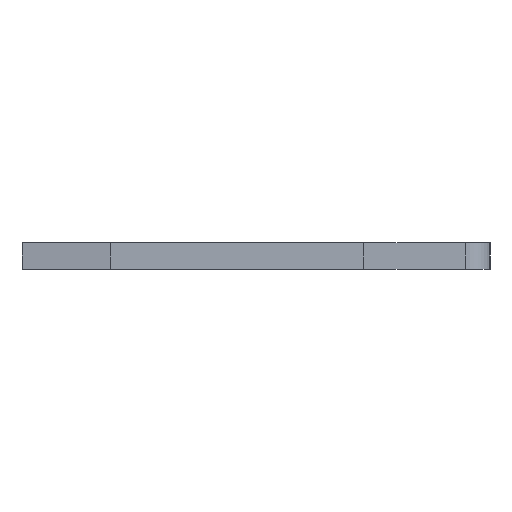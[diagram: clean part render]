
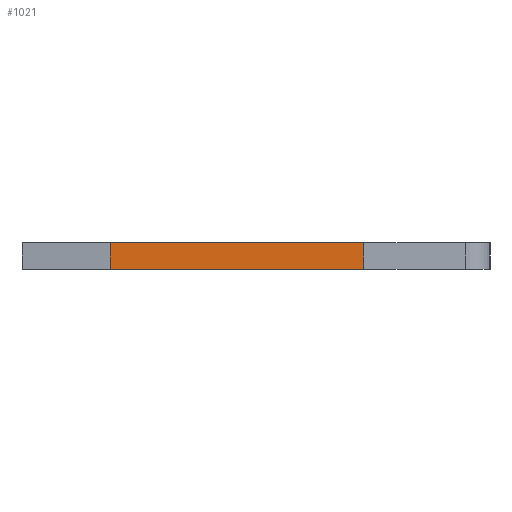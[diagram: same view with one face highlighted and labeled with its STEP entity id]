
A CAD part, left-side view. The second image highlights one B-rep face of the part: STEP entity #1021.
In plain terms, the highlighted face is planar.
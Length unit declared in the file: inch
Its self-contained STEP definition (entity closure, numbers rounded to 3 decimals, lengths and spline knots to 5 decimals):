
#17 = VERTEX_POINT ( 'NONE', #885 ) ;
#21 = EDGE_CURVE ( 'NONE', #840, #1819, #768, .T. ) ;
#221 = VECTOR ( 'NONE', #1657, 39.37008 ) ;
#396 = DIRECTION ( 'NONE',  ( 1., 0., 0. ) ) ;
#435 = CARTESIAN_POINT ( 'NONE',  ( 0.013, 0.146, -0.0575 ) ) ;
#493 = DIRECTION ( 'NONE',  ( -1., 0., 0. ) ) ;
#545 = EDGE_CURVE ( 'NONE', #17, #1819, #1033, .T. ) ;
#641 = VECTOR ( 'NONE', #493, 39.37008 ) ;
#669 = DIRECTION ( 'NONE',  ( 0., 0., 1. ) ) ;
#746 = FACE_OUTER_BOUND ( 'NONE', #1262, .T. ) ;
#768 = LINE ( 'NONE', #1803, #1090 ) ;
#779 = EDGE_CURVE ( 'NONE', #1311, #840, #1209, .T. ) ;
#840 = VERTEX_POINT ( 'NONE', #977 ) ;
#885 = CARTESIAN_POINT ( 'NONE',  ( 0.013, 0.146, -0.0575 ) ) ;
#930 = AXIS2_PLACEMENT_3D ( 'NONE', #1425, #669, #396 ) ;
#937 = ORIENTED_EDGE ( 'NONE', *, *, #545, .F. ) ;
#977 = CARTESIAN_POINT ( 'NONE',  ( -0.013, -0.099, -0.0575 ) ) ;
#1008 = ORIENTED_EDGE ( 'NONE', *, *, #1552, .F. ) ;
#1021 = ADVANCED_FACE ( 'NONE', ( #746 ), #1126, .F. ) ;
#1033 = LINE ( 'NONE', #1261, #641 ) ;
#1090 = VECTOR ( 'NONE', #1178, 39.37008 ) ;
#1126 = PLANE ( 'NONE',  #930 ) ;
#1178 = DIRECTION ( 'NONE',  ( 0., 1., 0. ) ) ;
#1209 = LINE ( 'NONE', #1541, #1700 ) ;
#1227 = CARTESIAN_POINT ( 'NONE',  ( -0.013, 0.146, -0.0575 ) ) ;
#1261 = CARTESIAN_POINT ( 'NONE',  ( 0.013, 0.146, -0.0575 ) ) ;
#1262 = EDGE_LOOP ( 'NONE', ( #1726, #937, #1008, #1704 ) ) ;
#1311 = VERTEX_POINT ( 'NONE', #1461 ) ;
#1349 = LINE ( 'NONE', #435, #221 ) ;
#1405 = DIRECTION ( 'NONE',  ( -1., 0., 0. ) ) ;
#1425 = CARTESIAN_POINT ( 'NONE',  ( 0.013, 0.146, -0.0575 ) ) ;
#1461 = CARTESIAN_POINT ( 'NONE',  ( 0.013, -0.099, -0.0575 ) ) ;
#1541 = CARTESIAN_POINT ( 'NONE',  ( 0.013, -0.099, -0.0575 ) ) ;
#1552 = EDGE_CURVE ( 'NONE', #1311, #17, #1349, .T. ) ;
#1657 = DIRECTION ( 'NONE',  ( 0., 1., 0. ) ) ;
#1700 = VECTOR ( 'NONE', #1405, 39.37008 ) ;
#1704 = ORIENTED_EDGE ( 'NONE', *, *, #779, .T. ) ;
#1726 = ORIENTED_EDGE ( 'NONE', *, *, #21, .T. ) ;
#1803 = CARTESIAN_POINT ( 'NONE',  ( -0.013, 0.146, -0.0575 ) ) ;
#1819 = VERTEX_POINT ( 'NONE', #1227 ) ;
